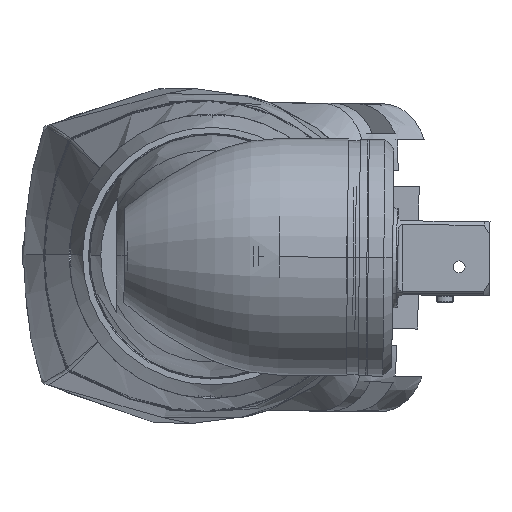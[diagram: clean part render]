
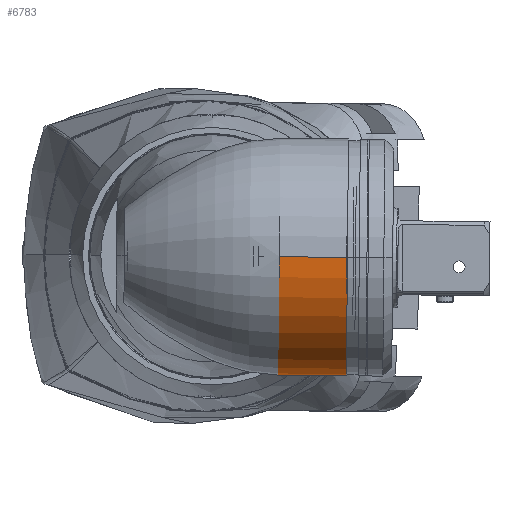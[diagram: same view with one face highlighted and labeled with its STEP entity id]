
A CAD part, left-side view. The second image highlights one B-rep face of the part: STEP entity #6783.
In plain terms, the highlighted cylindrical face has radius 20 mm (diameter 40 mm), a partial arc.
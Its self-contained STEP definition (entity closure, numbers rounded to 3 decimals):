
#2922=DIRECTION('',(0.,-1.,-0.009));
#2923=VECTOR('',#2922,11.5);
#2924=CARTESIAN_POINT('',(-149.5,-11.475,-0.1));
#2925=LINE('',#2924,#2923);
#2931=CARTESIAN_POINT('',(-109.5,-19.699,
-0.172));
#2960=DIRECTION('',(0.,-1.,-0.009));
#2961=VECTOR('',#2960,3.275);
#2962=CARTESIAN_POINT('',(-109.5,-19.699,
-0.172));
#2963=LINE('',#2962,#2961);
#2964=CARTESIAN_POINT('',(-129.5,-22.974,-0.2));
#2965=DIRECTION('',(0.,-1.,-0.009));
#2966=DIRECTION('',(-1.,0.,0.));
#2967=AXIS2_PLACEMENT_3D('',#2964,#2965,#2966);
#2969=CARTESIAN_POINT('',(-114.141,-11.363,
-12.91));
#2970=CARTESIAN_POINT('',(-114.023,-11.611,
-12.771));
#2971=CARTESIAN_POINT('',(-113.788,-12.095,
-12.485));
#2972=CARTESIAN_POINT('',(-113.437,-12.792,
-12.033));
#2973=CARTESIAN_POINT('',(-113.094,-13.455,
-11.561));
#2974=CARTESIAN_POINT('',(-112.76,-14.082,
-11.073));
#2975=CARTESIAN_POINT('',(-112.439,-14.671,
-10.571));
#2976=CARTESIAN_POINT('',(-112.134,-15.222,
-10.06));
#2977=CARTESIAN_POINT('',(-111.845,-15.733,
-9.542));
#2978=CARTESIAN_POINT('',(-111.575,-16.206,
-9.019));
#2979=CARTESIAN_POINT('',(-111.321,-16.644,
-8.491));
#2980=CARTESIAN_POINT('',(-111.086,-17.046,
-7.962));
#2981=CARTESIAN_POINT('',(-110.869,-17.413,
-7.432));
#2982=CARTESIAN_POINT('',(-110.67,-17.748,
-6.904));
#2983=CARTESIAN_POINT('',(-110.488,-18.052,
-6.376));
#2984=CARTESIAN_POINT('',(-110.323,-18.326,
-5.849));
#2985=CARTESIAN_POINT('',(-110.175,-18.572,
-5.323));
#2986=CARTESIAN_POINT('',(-110.042,-18.791,
-4.8));
#2987=CARTESIAN_POINT('',(-109.925,-18.984,
-4.28));
#2988=CARTESIAN_POINT('',(-109.823,-19.153,
-3.761));
#2989=CARTESIAN_POINT('',(-109.736,-19.297,
-3.244));
#2990=CARTESIAN_POINT('',(-109.662,-19.419,
-2.73));
#2991=CARTESIAN_POINT('',(-109.603,-19.518,
-2.216));
#2992=CARTESIAN_POINT('',(-109.557,-19.596,
-1.704));
#2993=CARTESIAN_POINT('',(-109.524,-19.652,
-1.192));
#2994=CARTESIAN_POINT('',(-109.504,-19.688,
-0.682));
#2995=CARTESIAN_POINT('',(-109.5,-19.698,
-0.342));
#2996=CARTESIAN_POINT('',(-109.5,-19.699,
-0.172));
#2998=CARTESIAN_POINT('',(-129.5,-11.475,-0.1));
#2999=DIRECTION('',(0.,-1.,-0.009));
#3000=DIRECTION('',(-1.,0.,0.));
#3001=AXIS2_PLACEMENT_3D('',#2998,#2999,#3000);
#3819=VERTEX_POINT('',#2931);
#3821=VERTEX_POINT('',#2969);
#3823=CARTESIAN_POINT('',(-149.5,-11.475,-0.1));
#3824=VERTEX_POINT('',#3823);
#3849=CARTESIAN_POINT('',(-149.5,-22.974,-0.2));
#3850=CARTESIAN_POINT('',(-109.5,-22.974,-0.2));
#3851=VERTEX_POINT('',#3849);
#3852=VERTEX_POINT('',#3850);
#6771=CARTESIAN_POINT('',(-129.5,16.758,0.146));
#6772=DIRECTION('',(0.,-1.,-0.009));
#6773=DIRECTION('',(-1.,0.,0.));
#6774=AXIS2_PLACEMENT_3D('',#6771,#6772,#6773);
#6775=CYLINDRICAL_SURFACE('',#6774,20.);
#6776=ORIENTED_EDGE('',*,*,#6759,.T.);
#6777=ORIENTED_EDGE('',*,*,#6749,.F.);
#6778=ORIENTED_EDGE('',*,*,#6379,.F.);
#6779=ORIENTED_EDGE('',*,*,#6561,.F.);
#6780=ORIENTED_EDGE('',*,*,#6745,.T.);
#6781=EDGE_LOOP('',(#6776,#6777,#6778,#6779,#6780));
#6782=FACE_OUTER_BOUND('',#6781,.F.);
#2968=CIRCLE('',#2967,20.);
#2997=B_SPLINE_CURVE_WITH_KNOTS('',3,(#2969,#2970,#2971,#2972,#2973,#2974,#2975,
#2976,#2977,#2978,#2979,#2980,#2981,#2982,#2983,#2984,#2985,#2986,#2987,#2988,
#2989,#2990,#2991,#2992,#2993,#2994,#2995,#2996),.UNSPECIFIED.,.F.,.F.,(4,1,1,1,
1,1,1,1,1,1,1,1,1,1,1,1,1,1,1,1,1,1,1,1,1,4),(0.,0.04,0.08,0.12,0.16,
0.2,0.24,0.28,0.32,0.36,0.4,0.44,0.48,0.52,0.56,0.6,
0.64,0.68,0.72,0.76,0.8,0.84,0.88,0.92,0.96,1.),
.UNSPECIFIED.);
#3002=CIRCLE('',#3001,20.);
#6379=EDGE_CURVE('',#3821,#3819,#2997,.T.);
#6561=EDGE_CURVE('',#3824,#3821,#3002,.T.);
#6745=EDGE_CURVE('',#3824,#3851,#2925,.T.);
#6749=EDGE_CURVE('',#3819,#3852,#2963,.T.);
#6759=EDGE_CURVE('',#3851,#3852,#2968,.T.);
#6783=ADVANCED_FACE('',(#6782),#6775,.T.);
